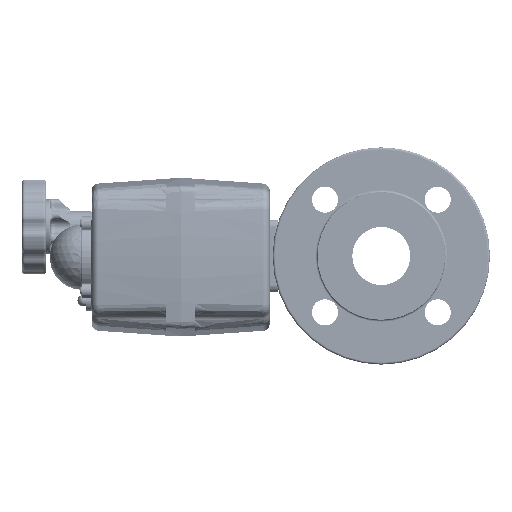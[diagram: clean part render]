
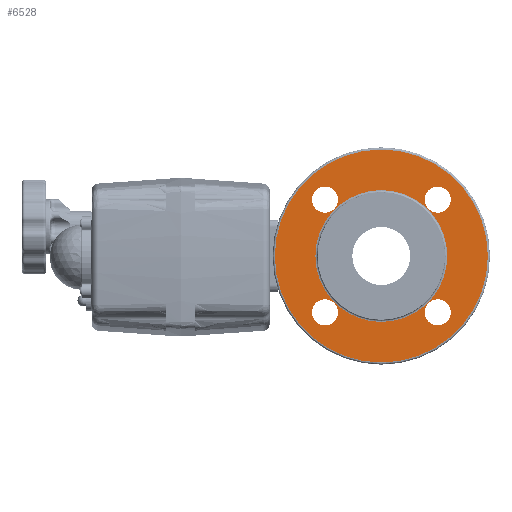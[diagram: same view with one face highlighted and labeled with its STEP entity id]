
A CAD part, left-side view. The second image highlights one B-rep face of the part: STEP entity #6528.
In plain terms, the highlighted planar face has unit normal (-1, 0, 0).
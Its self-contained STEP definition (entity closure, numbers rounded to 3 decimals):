
#6528=ADVANCED_FACE('',(#17743,#17744,#17745,#17746,#17747,#17748),#17749,.T.);
#17743=FACE_OUTER_BOUND('',#36101,.T.);
#17744=FACE_BOUND('',#36102,.T.);
#17745=FACE_BOUND('',#36103,.T.);
#17746=FACE_BOUND('',#36104,.T.);
#17747=FACE_BOUND('',#36105,.T.);
#17748=FACE_BOUND('',#36106,.T.);
#17749=PLANE('',#36107);
#36101=EDGE_LOOP('',(#82837,#82838,#82839));
#36102=EDGE_LOOP('',(#82840,#82841));
#36103=EDGE_LOOP('',(#82842,#82843));
#36104=EDGE_LOOP('',(#82844,#82845));
#36105=EDGE_LOOP('',(#82846,#82847));
#36106=EDGE_LOOP('',(#82848,#82849,#82850));
#36107=AXIS2_PLACEMENT_3D('',#82851,#82852,#82853);
#82837=ORIENTED_EDGE('',*,*,#125666,.F.);
#82838=ORIENTED_EDGE('',*,*,#125665,.F.);
#82839=ORIENTED_EDGE('',*,*,#127023,.F.);
#82840=ORIENTED_EDGE('',*,*,#127024,.T.);
#82841=ORIENTED_EDGE('',*,*,#125711,.T.);
#82842=ORIENTED_EDGE('',*,*,#127025,.T.);
#82843=ORIENTED_EDGE('',*,*,#125716,.T.);
#82844=ORIENTED_EDGE('',*,*,#127026,.T.);
#82845=ORIENTED_EDGE('',*,*,#125721,.T.);
#82846=ORIENTED_EDGE('',*,*,#127027,.T.);
#82847=ORIENTED_EDGE('',*,*,#125726,.T.);
#82848=ORIENTED_EDGE('',*,*,#125761,.F.);
#82849=ORIENTED_EDGE('',*,*,#125760,.F.);
#82850=ORIENTED_EDGE('',*,*,#127018,.F.);
#82851=CARTESIAN_POINT('',(-96.31,-32.381,-111.156));
#82852=DIRECTION('',(-1.0,0.,0.));
#82853=DIRECTION('',(0.,0.,-1.0));
#125665=EDGE_CURVE('',#143833,#143836,#143837,.T.);
#125666=EDGE_CURVE('',#143836,#143838,#143839,.T.);
#125711=EDGE_CURVE('',#143918,#143915,#143919,.T.);
#125716=EDGE_CURVE('',#143927,#143924,#143928,.T.);
#125721=EDGE_CURVE('',#143936,#143933,#143937,.T.);
#125726=EDGE_CURVE('',#143945,#143942,#143946,.T.);
#125760=EDGE_CURVE('',#144005,#144007,#144008,.T.);
#125761=EDGE_CURVE('',#144007,#144002,#144009,.T.);
#127018=EDGE_CURVE('',#144002,#144005,#145821,.T.);
#127023=EDGE_CURVE('',#143838,#143833,#145826,.T.);
#127024=EDGE_CURVE('',#143915,#143918,#145827,.T.);
#127025=EDGE_CURVE('',#143924,#143927,#145828,.T.);
#127026=EDGE_CURVE('',#143933,#143936,#145829,.T.);
#127027=EDGE_CURVE('',#143942,#143945,#145830,.T.);
#143833=VERTEX_POINT('',#169819);
#143836=VERTEX_POINT('',#169822);
#143837=CIRCLE('',#169823,73.5);
#143838=VERTEX_POINT('',#169824);
#143839=CIRCLE('',#169825,73.5);
#143915=VERTEX_POINT('',#169917);
#143918=VERTEX_POINT('',#169921);
#143919=CIRCLE('',#169922,9.0);
#143924=VERTEX_POINT('',#169928);
#143927=VERTEX_POINT('',#169932);
#143928=CIRCLE('',#169933,9.0);
#143933=VERTEX_POINT('',#169939);
#143936=VERTEX_POINT('',#169943);
#143937=CIRCLE('',#169944,9.0);
#143942=VERTEX_POINT('',#169950);
#143945=VERTEX_POINT('',#169954);
#143946=CIRCLE('',#169955,9.0);
#144002=VERTEX_POINT('',#170053);
#144005=VERTEX_POINT('',#170056);
#144007=VERTEX_POINT('',#170058);
#144008=CIRCLE('',#170059,45.5);
#144009=CIRCLE('',#170060,45.5);
#145821=CIRCLE('',#173267,45.5);
#145826=CIRCLE('',#173272,73.5);
#145827=CIRCLE('',#173273,9.0);
#145828=CIRCLE('',#173274,9.0);
#145829=CIRCLE('',#173275,9.0);
#145830=CIRCLE('',#173276,9.0);
#169819=CARTESIAN_POINT('',(-96.31,-105.881,-52.406));
#169822=CARTESIAN_POINT('',(-96.31,-32.381,-125.906));
#169823=AXIS2_PLACEMENT_3D('',#215605,#215606,#215607);
#169824=CARTESIAN_POINT('',(-96.31,41.119,-52.406));
#169825=AXIS2_PLACEMENT_3D('',#215608,#215609,#215610);
#169917=CARTESIAN_POINT('',(-96.31,-62.271,-91.297));
#169921=CARTESIAN_POINT('',(-96.31,-80.271,-91.297));
#169922=AXIS2_PLACEMENT_3D('',#215682,#215683,#215684);
#169928=CARTESIAN_POINT('',(-96.31,15.51,-13.515));
#169932=CARTESIAN_POINT('',(-96.31,-2.49,-13.515));
#169933=AXIS2_PLACEMENT_3D('',#215690,#215691,#215692);
#169939=CARTESIAN_POINT('',(-96.31,15.51,-91.297));
#169943=CARTESIAN_POINT('',(-96.31,-2.49,-91.297));
#169944=AXIS2_PLACEMENT_3D('',#215698,#215699,#215700);
#169950=CARTESIAN_POINT('',(-96.31,-62.271,-13.515));
#169954=CARTESIAN_POINT('',(-96.31,-80.271,-13.515));
#169955=AXIS2_PLACEMENT_3D('',#215706,#215707,#215708);
#170053=CARTESIAN_POINT('',(-96.31,-77.881,-52.406));
#170056=CARTESIAN_POINT('',(-96.31,13.119,-52.406));
#170058=CARTESIAN_POINT('',(-96.31,-32.381,-97.906));
#170059=AXIS2_PLACEMENT_3D('',#215760,#215761,#215762);
#170060=AXIS2_PLACEMENT_3D('',#215763,#215764,#215765);
#173267=AXIS2_PLACEMENT_3D('',#217016,#217017,#217018);
#173272=AXIS2_PLACEMENT_3D('',#217025,#217026,#217027);
#173273=AXIS2_PLACEMENT_3D('',#217028,#217029,#217030);
#173274=AXIS2_PLACEMENT_3D('',#217031,#217032,#217033);
#173275=AXIS2_PLACEMENT_3D('',#217034,#217035,#217036);
#173276=AXIS2_PLACEMENT_3D('',#217037,#217038,#217039);
#215605=CARTESIAN_POINT('',(-96.31,-32.381,-52.406));
#215606=DIRECTION('',(1.0,0.,0.));
#215607=DIRECTION('',(0.,0.,-1.0));
#215608=CARTESIAN_POINT('',(-96.31,-32.381,-52.406));
#215609=DIRECTION('',(1.0,0.,0.));
#215610=DIRECTION('',(0.,0.,-1.0));
#215682=CARTESIAN_POINT('',(-96.31,-71.271,-91.297));
#215683=DIRECTION('',(1.0,0.,0.));
#215684=DIRECTION('',(0.0,1.0,0.));
#215690=CARTESIAN_POINT('',(-96.31,6.51,-13.515));
#215691=DIRECTION('',(1.0,0.,0.));
#215692=DIRECTION('',(0.0,1.0,0.));
#215698=CARTESIAN_POINT('',(-96.31,6.51,-91.297));
#215699=DIRECTION('',(1.0,0.,0.));
#215700=DIRECTION('',(0.0,1.0,0.));
#215706=CARTESIAN_POINT('',(-96.31,-71.271,-13.515));
#215707=DIRECTION('',(1.0,0.,0.));
#215708=DIRECTION('',(0.0,1.0,0.));
#215760=CARTESIAN_POINT('',(-96.31,-32.381,-52.406));
#215761=DIRECTION('',(-1.0,0.,0.));
#215762=DIRECTION('',(0.,0.,1.0));
#215763=CARTESIAN_POINT('',(-96.31,-32.381,-52.406));
#215764=DIRECTION('',(-1.0,0.,0.));
#215765=DIRECTION('',(0.,0.,1.0));
#217016=CARTESIAN_POINT('',(-96.31,-32.381,-52.406));
#217017=DIRECTION('',(-1.0,0.,0.));
#217018=DIRECTION('',(0.,0.,1.0));
#217025=CARTESIAN_POINT('',(-96.31,-32.381,-52.406));
#217026=DIRECTION('',(1.0,0.,0.));
#217027=DIRECTION('',(0.,0.,-1.0));
#217028=CARTESIAN_POINT('',(-96.31,-71.271,-91.297));
#217029=DIRECTION('',(1.0,0.,0.));
#217030=DIRECTION('',(0.0,1.0,0.));
#217031=CARTESIAN_POINT('',(-96.31,6.51,-13.515));
#217032=DIRECTION('',(1.0,0.,0.));
#217033=DIRECTION('',(0.0,1.0,0.));
#217034=CARTESIAN_POINT('',(-96.31,6.51,-91.297));
#217035=DIRECTION('',(1.0,0.,0.));
#217036=DIRECTION('',(0.0,1.0,0.));
#217037=CARTESIAN_POINT('',(-96.31,-71.271,-13.515));
#217038=DIRECTION('',(1.0,0.,0.));
#217039=DIRECTION('',(0.0,1.0,0.));
